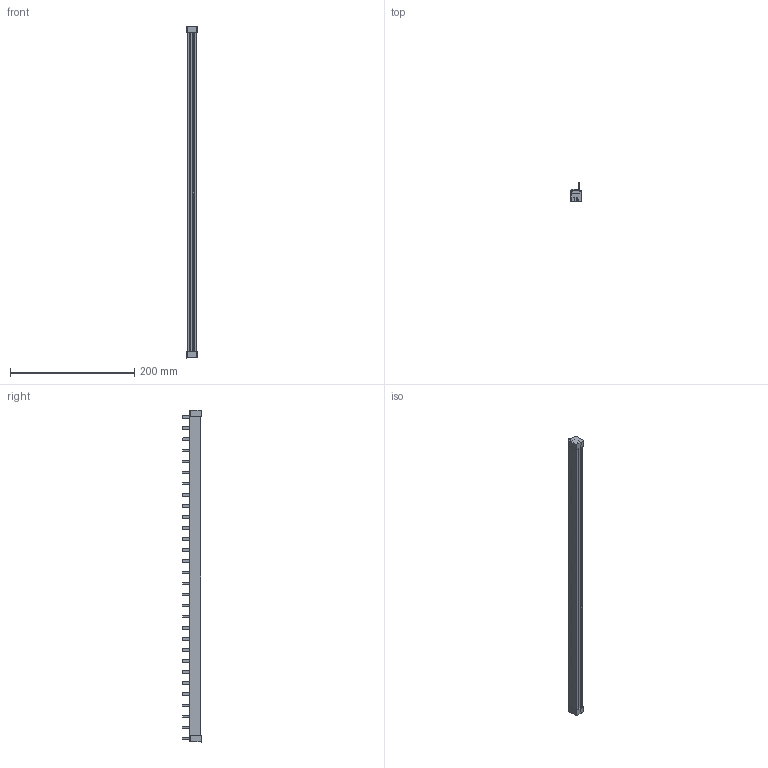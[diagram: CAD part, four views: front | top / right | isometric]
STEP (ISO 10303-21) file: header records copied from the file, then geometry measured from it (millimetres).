
FILE_DESCRIPTION (( 'STEP AP203' ), '1' );
FILE_NAME ('Trifaze Müþterek W Otomat Barasý - 10 Modül -- ONKA - 3054.STEP', '2020-08-19T10:23:47', ( '' ), ( '' ), 'SwSTEP 2.0', 'SolidWorks 2011', '' );
FILE_SCHEMA (( 'CONFIG_CONTROL_DESIGN' ));
Products named in the file (1): Trifaze Müþterek W Otomat Barasý - 10 Modül -- ONKA - 3054
Bounding box: 16.4 x 30.75 x 534 mm (x, y, z)
Volume: 99067.5 mm3; surface area: 71950.4 mm2
Topology: 1 solids, 1 shells, 1742 faces, 5318 edges, 3528 vertices
Faces by surface type: plane 1544, cylinder 198
Entity records: 60929 total; most frequent: CARTESIAN_POINT 13478, ORIENTED_EDGE 10636, DIRECTION 8788, EDGE_CURVE 5318, LINE 4800, VECTOR 4800, VERTEX_POINT 3528, AXIS2_PLACEMENT_3D 1994
